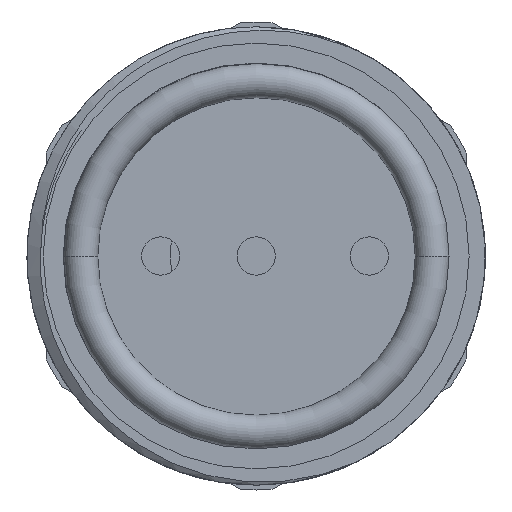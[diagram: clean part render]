
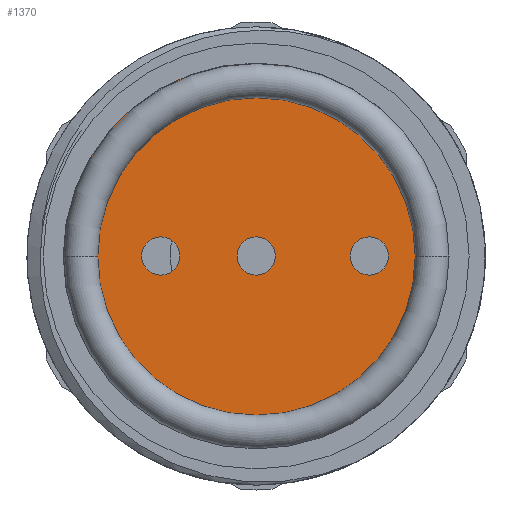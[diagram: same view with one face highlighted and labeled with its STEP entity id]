
A CAD part, front view. The second image highlights one B-rep face of the part: STEP entity #1370.
In plain terms, the highlighted planar face has unit normal (0, -1, 0).
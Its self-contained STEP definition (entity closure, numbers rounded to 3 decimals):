
#9 = EDGE_LOOP ( 'NONE', ( #3019, #2614 ) ) ;
#65 = CARTESIAN_POINT ( 'NONE',  ( 0., -6.6, -1. ) ) ;
#90 = CARTESIAN_POINT ( 'NONE',  ( 0., -6.6, 0. ) ) ;
#98 = CARTESIAN_POINT ( 'NONE',  ( 0., -6.6, 0. ) ) ;
#168 = ORIENTED_EDGE ( 'NONE', *, *, #1644, .F. ) ;
#187 = CARTESIAN_POINT ( 'NONE',  ( 5.93, -6.6, -1. ) ) ;
#318 = CARTESIAN_POINT ( 'NONE',  ( 0., -6.6, 0. ) ) ;
#399 = DIRECTION ( 'NONE',  ( 0., 0., -1. ) ) ;
#580 = FACE_BOUND ( 'NONE', #9, .T. ) ;
#652 = DIRECTION ( 'NONE',  ( 0., 0., -1. ) ) ;
#666 = EDGE_LOOP ( 'NONE', ( #3072, #907 ) ) ;
#702 = CIRCLE ( 'NONE', #2369, 1. ) ;
#724 = AXIS2_PLACEMENT_3D ( 'NONE', #318, #2719, #652 ) ;
#753 = EDGE_CURVE ( 'NONE', #2717, #1600, #702, .T. ) ;
#811 = CARTESIAN_POINT ( 'NONE',  ( 0., -6.6, -10.1 ) ) ;
#882 = VERTEX_POINT ( 'NONE', #2189 ) ;
#907 = ORIENTED_EDGE ( 'NONE', *, *, #753, .F. ) ;
#963 = DIRECTION ( 'NONE',  ( 0., -1., 0. ) ) ;
#1117 = CARTESIAN_POINT ( 'NONE',  ( 0., -6.6, 0. ) ) ;
#1177 = DIRECTION ( 'NONE',  ( 0., 0., -1. ) ) ;
#1192 = AXIS2_PLACEMENT_3D ( 'NONE', #3218, #963, #1177 ) ;
#1316 = DIRECTION ( 'NONE',  ( 0., -1., 0. ) ) ;
#1329 = CARTESIAN_POINT ( 'NONE',  ( -5., -6.6, 0. ) ) ;
#1340 = CARTESIAN_POINT ( 'NONE',  ( -5., -6.6, -1. ) ) ;
#1368 = CARTESIAN_POINT ( 'NONE',  ( 5.93, -6.6, 0. ) ) ;
#1370 = ADVANCED_FACE ( 'NONE', ( #3293, #580, #4078, #2637 ), #2190, .T. ) ;
#1406 = CARTESIAN_POINT ( 'NONE',  ( 0., -6.6, 1. ) ) ;
#1411 = AXIS2_PLACEMENT_3D ( 'NONE', #3206, #3292, #3323 ) ;
#1444 = CIRCLE ( 'NONE', #1192, 10.1 ) ;
#1537 = VERTEX_POINT ( 'NONE', #811 ) ;
#1600 = VERTEX_POINT ( 'NONE', #65 ) ;
#1644 = EDGE_CURVE ( 'NONE', #3313, #2766, #4133, .T. ) ;
#1714 = CARTESIAN_POINT ( 'NONE',  ( -5., -6.6, 0. ) ) ;
#1724 = EDGE_CURVE ( 'NONE', #882, #1537, #1444, .T. ) ;
#1725 = DIRECTION ( 'NONE',  ( 0., 0., -1. ) ) ;
#1727 = EDGE_CURVE ( 'NONE', #3810, #3726, #3916, .T. ) ;
#1907 = AXIS2_PLACEMENT_3D ( 'NONE', #90, #2466, #399 ) ;
#2061 = DIRECTION ( 'NONE',  ( 0., 0., -1. ) ) ;
#2152 = DIRECTION ( 'NONE',  ( 0., -1., 0. ) ) ;
#2189 = CARTESIAN_POINT ( 'NONE',  ( 0., -6.6, 10.1 ) ) ;
#2190 = PLANE ( 'NONE',  #3389 ) ;
#2255 = EDGE_CURVE ( 'NONE', #2766, #3313, #3650, .T. ) ;
#2369 = AXIS2_PLACEMENT_3D ( 'NONE', #1117, #2152, #2977 ) ;
#2394 = EDGE_CURVE ( 'NONE', #1600, #2717, #4127, .T. ) ;
#2466 = DIRECTION ( 'NONE',  ( 0., -1., 0. ) ) ;
#2510 = EDGE_LOOP ( 'NONE', ( #4021, #3783 ) ) ;
#2614 = ORIENTED_EDGE ( 'NONE', *, *, #1727, .F. ) ;
#2637 = FACE_OUTER_BOUND ( 'NONE', #2510, .T. ) ;
#2717 = VERTEX_POINT ( 'NONE', #1406 ) ;
#2719 = DIRECTION ( 'NONE',  ( 0., -1., 0. ) ) ;
#2766 = VERTEX_POINT ( 'NONE', #3118 ) ;
#2802 = DIRECTION ( 'NONE',  ( 0., 0., -1. ) ) ;
#2977 = DIRECTION ( 'NONE',  ( 0., 0., -1. ) ) ;
#3019 = ORIENTED_EDGE ( 'NONE', *, *, #4115, .F. ) ;
#3066 = ORIENTED_EDGE ( 'NONE', *, *, #2255, .F. ) ;
#3072 = ORIENTED_EDGE ( 'NONE', *, *, #2394, .F. ) ;
#3118 = CARTESIAN_POINT ( 'NONE',  ( -5., -6.6, 1. ) ) ;
#3206 = CARTESIAN_POINT ( 'NONE',  ( 5.93, -6.6, 0. ) ) ;
#3218 = CARTESIAN_POINT ( 'NONE',  ( 0., -6.6, 0. ) ) ;
#3292 = DIRECTION ( 'NONE',  ( 0., -1., 0. ) ) ;
#3293 = FACE_BOUND ( 'NONE', #3761, .T. ) ;
#3300 = EDGE_CURVE ( 'NONE', #1537, #882, #3804, .T. ) ;
#3313 = VERTEX_POINT ( 'NONE', #1340 ) ;
#3323 = DIRECTION ( 'NONE',  ( 0., 0., -1. ) ) ;
#3330 = AXIS2_PLACEMENT_3D ( 'NONE', #1714, #4046, #2061 ) ;
#3334 = CIRCLE ( 'NONE', #3893, 1. ) ;
#3389 = AXIS2_PLACEMENT_3D ( 'NONE', #98, #4301, #2802 ) ;
#3605 = CARTESIAN_POINT ( 'NONE',  ( 5.93, -6.6, 1. ) ) ;
#3650 = CIRCLE ( 'NONE', #3330, 1. ) ;
#3726 = VERTEX_POINT ( 'NONE', #187 ) ;
#3728 = DIRECTION ( 'NONE',  ( 0., -1., 0. ) ) ;
#3761 = EDGE_LOOP ( 'NONE', ( #168, #3066 ) ) ;
#3783 = ORIENTED_EDGE ( 'NONE', *, *, #1724, .T. ) ;
#3804 = CIRCLE ( 'NONE', #724, 10.1 ) ;
#3810 = VERTEX_POINT ( 'NONE', #3605 ) ;
#3893 = AXIS2_PLACEMENT_3D ( 'NONE', #1368, #3728, #1725 ) ;
#3916 = CIRCLE ( 'NONE', #1411, 1. ) ;
#3976 = AXIS2_PLACEMENT_3D ( 'NONE', #1329, #1316, #4212 ) ;
#4021 = ORIENTED_EDGE ( 'NONE', *, *, #3300, .T. ) ;
#4046 = DIRECTION ( 'NONE',  ( 0., -1., 0. ) ) ;
#4078 = FACE_BOUND ( 'NONE', #666, .T. ) ;
#4115 = EDGE_CURVE ( 'NONE', #3726, #3810, #3334, .T. ) ;
#4127 = CIRCLE ( 'NONE', #1907, 1. ) ;
#4133 = CIRCLE ( 'NONE', #3976, 1. ) ;
#4212 = DIRECTION ( 'NONE',  ( 0., 0., -1. ) ) ;
#4301 = DIRECTION ( 'NONE',  ( 0., -1., 0. ) ) ;
